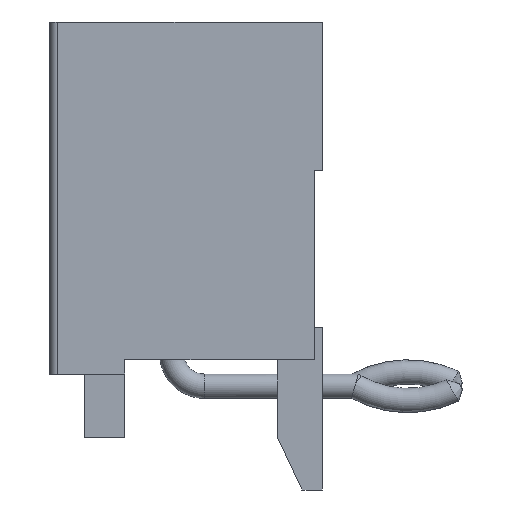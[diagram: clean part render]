
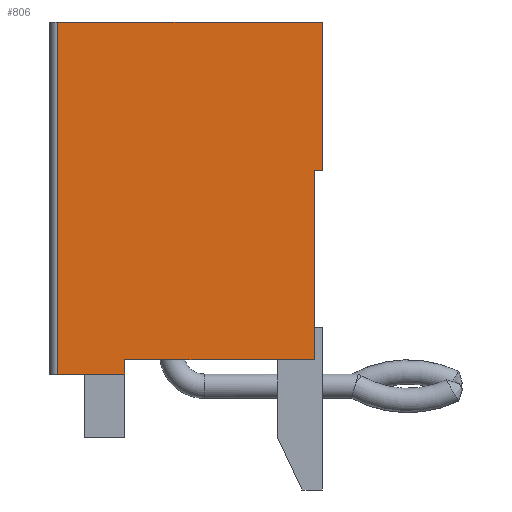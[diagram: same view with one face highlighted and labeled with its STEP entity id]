
A CAD part, left-side view. The second image highlights one B-rep face of the part: STEP entity #806.
In plain terms, the highlighted planar face has unit normal (-1, 0, 0).
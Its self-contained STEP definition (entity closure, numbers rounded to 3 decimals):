
#806=ADVANCED_FACE('',(#1096),#1097,.T.);
#1096=FACE_OUTER_BOUND('',#1592,.T.);
#1097=PLANE('',#1593);
#1592=EDGE_LOOP('',(#2546,#2547,#2548,#2549,#2550,#2551,#2552,#2553));
#1593=AXIS2_PLACEMENT_3D('',#2554,#2555,#2556);
#2546=ORIENTED_EDGE('',*,*,#4379,.T.);
#2547=ORIENTED_EDGE('',*,*,#4401,.T.);
#2548=ORIENTED_EDGE('',*,*,#4402,.T.);
#2549=ORIENTED_EDGE('',*,*,#4403,.T.);
#2550=ORIENTED_EDGE('',*,*,#4404,.F.);
#2551=ORIENTED_EDGE('',*,*,#4405,.T.);
#2552=ORIENTED_EDGE('',*,*,#4406,.F.);
#2553=ORIENTED_EDGE('',*,*,#4400,.T.);
#2554=CARTESIAN_POINT('',(-6.2,3.35,-4.325));
#2555=DIRECTION('',(-1.0,0.0,0.0));
#2556=DIRECTION('',(0.0,0.0,1.0));
#4379=EDGE_CURVE('',#5020,#5018,#5021,.T.);
#4400=EDGE_CURVE('',#5058,#5020,#5061,.T.);
#4401=EDGE_CURVE('',#5018,#5062,#5063,.T.);
#4402=EDGE_CURVE('',#5062,#5064,#5065,.T.);
#4403=EDGE_CURVE('',#5064,#5066,#5067,.T.);
#4404=EDGE_CURVE('',#5068,#5066,#5069,.T.);
#4405=EDGE_CURVE('',#5068,#5070,#5071,.T.);
#4406=EDGE_CURVE('',#5058,#5070,#5072,.T.);
#5018=VERTEX_POINT('',#6081);
#5020=VERTEX_POINT('',#6084);
#5021=LINE('',#6085,#6086);
#5058=VERTEX_POINT('',#6139);
#5061=LINE('',#6143,#6144);
#5062=VERTEX_POINT('',#6145);
#5063=LINE('',#6146,#6147);
#5064=VERTEX_POINT('',#6148);
#5065=LINE('',#6149,#6150);
#5066=VERTEX_POINT('',#6151);
#5067=LINE('',#6152,#6153);
#5068=VERTEX_POINT('',#6154);
#5069=LINE('',#6155,#6156);
#5070=VERTEX_POINT('',#6157);
#5071=LINE('',#6158,#6159);
#5072=LINE('',#6160,#6161);
#6081=CARTESIAN_POINT('',(-6.2,1.5,-4.325));
#6084=CARTESIAN_POINT('',(-6.2,3.15,-4.325));
#6085=CARTESIAN_POINT('',(-6.2,3.15,-4.325));
#6086=VECTOR('',#7923,1.65);
#6139=CARTESIAN_POINT('',(-6.2,3.15,4.325));
#6143=CARTESIAN_POINT('',(-6.2,3.15,4.325));
#6144=VECTOR('',#7950,8.65);
#6145=CARTESIAN_POINT('',(-6.2,1.5,-3.975));
#6146=CARTESIAN_POINT('',(-6.2,1.5,-4.325));
#6147=VECTOR('',#7951,0.35);
#6148=CARTESIAN_POINT('',(-6.2,-3.15,-3.975));
#6149=CARTESIAN_POINT('',(-6.2,1.5,-3.975));
#6150=VECTOR('',#7952,4.65);
#6151=CARTESIAN_POINT('',(-6.2,-3.15,0.675));
#6152=CARTESIAN_POINT('',(-6.2,-3.15,-3.975));
#6153=VECTOR('',#7953,4.65);
#6154=CARTESIAN_POINT('',(-6.2,-3.35,0.675));
#6155=CARTESIAN_POINT('',(-6.2,-3.35,0.675));
#6156=VECTOR('',#7954,0.2);
#6157=CARTESIAN_POINT('',(-6.2,-3.35,4.325));
#6158=CARTESIAN_POINT('',(-6.2,-3.35,0.675));
#6159=VECTOR('',#7955,3.65);
#6160=CARTESIAN_POINT('',(-6.2,3.15,4.325));
#6161=VECTOR('',#7956,6.5);
#7923=DIRECTION('',(0.0,-1.0,0.0));
#7950=DIRECTION('',(0.0,0.0,-1.0));
#7951=DIRECTION('',(0.0,0.0,1.0));
#7952=DIRECTION('',(0.0,-1.0,0.0));
#7953=DIRECTION('',(0.0,0.0,1.0));
#7954=DIRECTION('',(0.0,1.0,0.0));
#7955=DIRECTION('',(0.0,0.0,1.0));
#7956=DIRECTION('',(0.0,-1.0,0.0));
